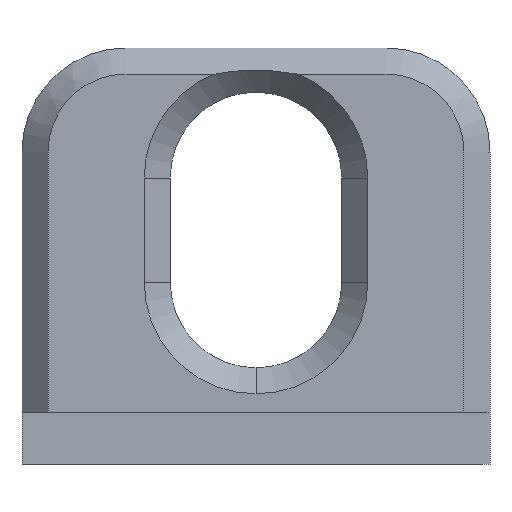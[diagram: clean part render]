
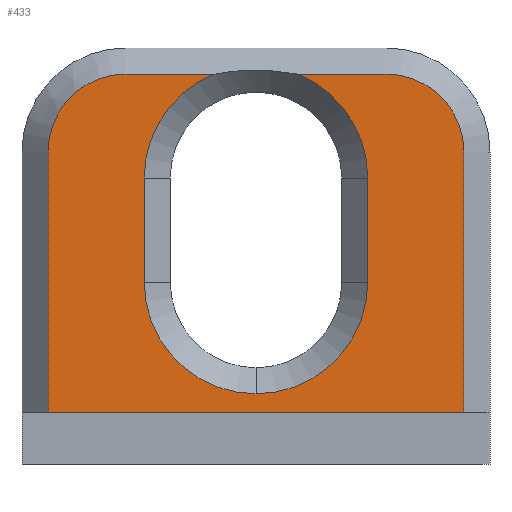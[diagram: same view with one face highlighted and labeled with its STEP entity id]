
A CAD part, front view. The second image highlights one B-rep face of the part: STEP entity #433.
In plain terms, the highlighted planar face has unit normal (0, -1, 0).
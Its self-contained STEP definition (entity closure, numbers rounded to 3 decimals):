
#9 = CARTESIAN_POINT ( 'NONE',  ( -2.5, 0., 1.5 ) ) ;
#18 = CARTESIAN_POINT ( 'NONE',  ( 0., 0., -3.15 ) ) ;
#20 = CIRCLE ( 'NONE', #881, 1.5 ) ;
#23 = DIRECTION ( 'NONE',  ( 0., -1., 0. ) ) ;
#25 = CARTESIAN_POINT ( 'NONE',  ( 2.5, 0., 3. ) ) ;
#39 = VECTOR ( 'NONE', #835, 1000. ) ;
#40 = ORIENTED_EDGE ( 'NONE', *, *, #334, .T. ) ;
#42 = CARTESIAN_POINT ( 'NONE',  ( -2.15, 0., 1. ) ) ;
#46 = CIRCLE ( 'NONE', #628, 2.15 ) ;
#52 = EDGE_CURVE ( 'NONE', #318, #247, #382, .T. ) ;
#71 = CARTESIAN_POINT ( 'NONE',  ( 4., 0., -3.5 ) ) ;
#79 = EDGE_CURVE ( 'NONE', #321, #766, #711, .T. ) ;
#98 = CARTESIAN_POINT ( 'NONE',  ( -2.5, 0., 3. ) ) ;
#99 = EDGE_CURVE ( 'NONE', #419, #872, #533, .T. ) ;
#106 = CARTESIAN_POINT ( 'NONE',  ( -2.5, 0., 3. ) ) ;
#126 = VECTOR ( 'NONE', #393, 1000. ) ;
#128 = FACE_OUTER_BOUND ( 'NONE', #408, .T. ) ;
#166 = CARTESIAN_POINT ( 'NONE',  ( 0., 0., 1. ) ) ;
#168 = LINE ( 'NONE', #362, #301 ) ;
#177 = LINE ( 'NONE', #106, #517 ) ;
#178 = CARTESIAN_POINT ( 'NONE',  ( 4., 0., 1.5 ) ) ;
#183 = CARTESIAN_POINT ( 'NONE',  ( 0., 0., 1. ) ) ;
#187 = CARTESIAN_POINT ( 'NONE',  ( -2.5, 0., 3. ) ) ;
#189 = ORIENTED_EDGE ( 'NONE', *, *, #476, .T. ) ;
#193 = ORIENTED_EDGE ( 'NONE', *, *, #219, .T. ) ;
#196 = CARTESIAN_POINT ( 'NONE',  ( 2.15, 0., -1. ) ) ;
#203 = VERTEX_POINT ( 'NONE', #263 ) ;
#208 = ORIENTED_EDGE ( 'NONE', *, *, #79, .T. ) ;
#212 = CARTESIAN_POINT ( 'NONE',  ( 2.15, 0., 1.5 ) ) ;
#214 = VERTEX_POINT ( 'NONE', #187 ) ;
#215 = CIRCLE ( 'NONE', #732, 2.15 ) ;
#219 = EDGE_CURVE ( 'NONE', #203, #638, #46, .T. ) ;
#236 = CARTESIAN_POINT ( 'NONE',  ( -4., 0., -3.5 ) ) ;
#247 = VERTEX_POINT ( 'NONE', #42 ) ;
#252 = ORIENTED_EDGE ( 'NONE', *, *, #767, .T. ) ;
#263 = CARTESIAN_POINT ( 'NONE',  ( 0.789, 0., 3. ) ) ;
#286 = ORIENTED_EDGE ( 'NONE', *, *, #500, .T. ) ;
#301 = VECTOR ( 'NONE', #710, 1000. ) ;
#308 = DIRECTION ( 'NONE',  ( 0., -1., 0. ) ) ;
#311 = AXIS2_PLACEMENT_3D ( 'NONE', #9, #23, #570 ) ;
#316 = DIRECTION ( 'NONE',  ( -1., 0., 0. ) ) ;
#317 = CARTESIAN_POINT ( 'NONE',  ( 0., 0., -1. ) ) ;
#318 = VERTEX_POINT ( 'NONE', #811 ) ;
#321 = VERTEX_POINT ( 'NONE', #196 ) ;
#327 = DIRECTION ( 'NONE',  ( 0., 0., -1. ) ) ;
#334 = EDGE_CURVE ( 'NONE', #525, #214, #177, .T. ) ;
#336 = VECTOR ( 'NONE', #857, 1000. ) ;
#351 = EDGE_CURVE ( 'NONE', #638, #321, #764, .T. ) ;
#355 = CIRCLE ( 'NONE', #741, 2.15 ) ;
#362 = CARTESIAN_POINT ( 'NONE',  ( -4.5, 0., -3.5 ) ) ;
#367 = VECTOR ( 'NONE', #380, 1000. ) ;
#380 = DIRECTION ( 'NONE',  ( 0., 0., -1. ) ) ;
#382 = LINE ( 'NONE', #871, #490 ) ;
#393 = DIRECTION ( 'NONE',  ( 0., 0., 1. ) ) ;
#408 = EDGE_LOOP ( 'NONE', ( #513, #700, #740, #286, #193, #830, #208, #252, #497, #593, #40, #905, #189 ) ) ;
#410 = CARTESIAN_POINT ( 'NONE',  ( -2.5, 0., 1.5 ) ) ;
#419 = VERTEX_POINT ( 'NONE', #71 ) ;
#433 = ADVANCED_FACE ( 'NONE', ( #128 ), #629, .T. ) ;
#437 = LINE ( 'NONE', #98, #336 ) ;
#438 = CARTESIAN_POINT ( 'NONE',  ( 0., 0., -1. ) ) ;
#476 = EDGE_CURVE ( 'NONE', #624, #690, #803, .T. ) ;
#488 = EDGE_CURVE ( 'NONE', #872, #518, #20, .T. ) ;
#490 = VECTOR ( 'NONE', #816, 1000. ) ;
#497 = ORIENTED_EDGE ( 'NONE', *, *, #52, .T. ) ;
#500 = EDGE_CURVE ( 'NONE', #518, #203, #437, .T. ) ;
#503 = DIRECTION ( 'NONE',  ( 0., 1., 0. ) ) ;
#507 = CARTESIAN_POINT ( 'NONE',  ( 2.5, 0., 1.5 ) ) ;
#513 = ORIENTED_EDGE ( 'NONE', *, *, #544, .F. ) ;
#517 = VECTOR ( 'NONE', #316, 1000. ) ;
#518 = VERTEX_POINT ( 'NONE', #25 ) ;
#525 = VERTEX_POINT ( 'NONE', #791 ) ;
#532 = DIRECTION ( 'NONE',  ( 0., 1., 0. ) ) ;
#533 = LINE ( 'NONE', #178, #126 ) ;
#544 = EDGE_CURVE ( 'NONE', #419, #690, #168, .T. ) ;
#559 = DIRECTION ( 'NONE',  ( 0., 0., -1. ) ) ;
#562 = DIRECTION ( 'NONE',  ( 0., -1., 0. ) ) ;
#570 = DIRECTION ( 'NONE',  ( 0., 0., -1. ) ) ;
#579 = DIRECTION ( 'NONE',  ( 0., 0., -1. ) ) ;
#593 = ORIENTED_EDGE ( 'NONE', *, *, #677, .T. ) ;
#594 = DIRECTION ( 'NONE',  ( 0., 1., 0. ) ) ;
#601 = DIRECTION ( 'NONE',  ( 0., 0., -1. ) ) ;
#624 = VERTEX_POINT ( 'NONE', #892 ) ;
#628 = AXIS2_PLACEMENT_3D ( 'NONE', #183, #532, #327 ) ;
#629 = PLANE ( 'NONE',  #692 ) ;
#638 = VERTEX_POINT ( 'NONE', #660 ) ;
#648 = CARTESIAN_POINT ( 'NONE',  ( -4., 0., -3.5 ) ) ;
#660 = CARTESIAN_POINT ( 'NONE',  ( 2.15, 0., 1. ) ) ;
#676 = CIRCLE ( 'NONE', #311, 1.5 ) ;
#677 = EDGE_CURVE ( 'NONE', #247, #525, #215, .T. ) ;
#690 = VERTEX_POINT ( 'NONE', #648 ) ;
#692 = AXIS2_PLACEMENT_3D ( 'NONE', #410, #562, #845 ) ;
#700 = ORIENTED_EDGE ( 'NONE', *, *, #99, .T. ) ;
#710 = DIRECTION ( 'NONE',  ( -1., 0., 0. ) ) ;
#711 = CIRCLE ( 'NONE', #723, 2.15 ) ;
#717 = DIRECTION ( 'NONE',  ( 0., 1., 0. ) ) ;
#723 = AXIS2_PLACEMENT_3D ( 'NONE', #317, #594, #601 ) ;
#732 = AXIS2_PLACEMENT_3D ( 'NONE', #166, #717, #794 ) ;
#740 = ORIENTED_EDGE ( 'NONE', *, *, #488, .T. ) ;
#741 = AXIS2_PLACEMENT_3D ( 'NONE', #438, #503, #559 ) ;
#764 = LINE ( 'NONE', #212, #39 ) ;
#766 = VERTEX_POINT ( 'NONE', #18 ) ;
#767 = EDGE_CURVE ( 'NONE', #766, #318, #355, .T. ) ;
#791 = CARTESIAN_POINT ( 'NONE',  ( -0.789, 0., 3. ) ) ;
#794 = DIRECTION ( 'NONE',  ( 0., 0., -1. ) ) ;
#803 = LINE ( 'NONE', #236, #367 ) ;
#811 = CARTESIAN_POINT ( 'NONE',  ( -2.15, 0., -1. ) ) ;
#816 = DIRECTION ( 'NONE',  ( 0., 0., 1. ) ) ;
#830 = ORIENTED_EDGE ( 'NONE', *, *, #351, .T. ) ;
#835 = DIRECTION ( 'NONE',  ( 0., 0., -1. ) ) ;
#845 = DIRECTION ( 'NONE',  ( 0., 0., -1. ) ) ;
#857 = DIRECTION ( 'NONE',  ( -1., 0., 0. ) ) ;
#863 = CARTESIAN_POINT ( 'NONE',  ( 4., 0., 1.5 ) ) ;
#868 = EDGE_CURVE ( 'NONE', #214, #624, #676, .T. ) ;
#871 = CARTESIAN_POINT ( 'NONE',  ( -2.15, 0., 1.5 ) ) ;
#872 = VERTEX_POINT ( 'NONE', #863 ) ;
#881 = AXIS2_PLACEMENT_3D ( 'NONE', #507, #308, #579 ) ;
#892 = CARTESIAN_POINT ( 'NONE',  ( -4., 0., 1.5 ) ) ;
#905 = ORIENTED_EDGE ( 'NONE', *, *, #868, .T. ) ;
